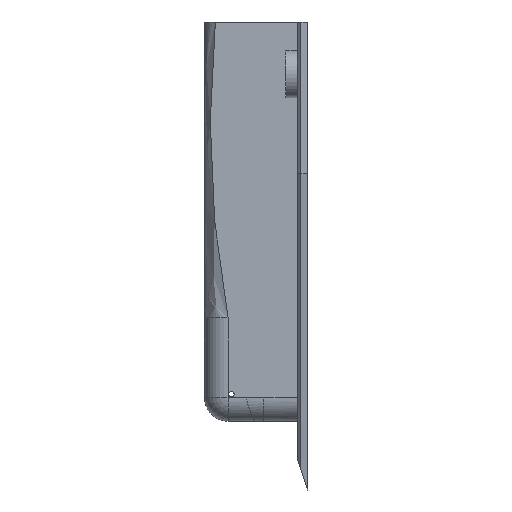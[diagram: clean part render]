
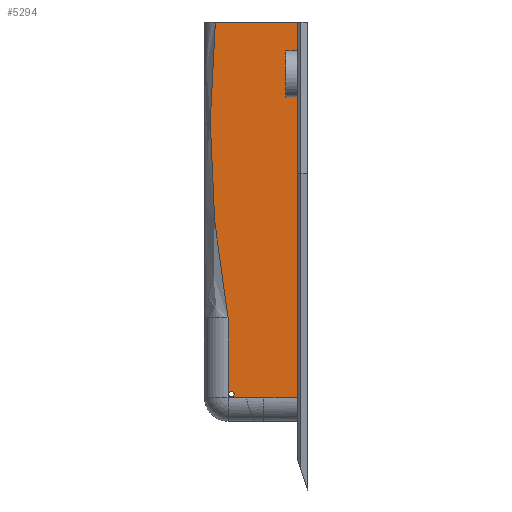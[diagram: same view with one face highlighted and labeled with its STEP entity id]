
A CAD part, left-side view. The second image highlights one B-rep face of the part: STEP entity #5294.
In plain terms, the highlighted planar face has unit normal (-1, 0, 0).
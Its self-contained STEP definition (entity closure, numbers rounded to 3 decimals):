
#25=FACE_BOUND('',#1712,.T.);
#72=B_SPLINE_CURVE_WITH_KNOTS('',3,(#7876,#7877,#7878,#7879,#7880,#7881,
#7882,#7883,#7884,#7885,#7886,#7887,#7888,#7889,#7890,#7891),
 .UNSPECIFIED.,.F.,.F.,(4,3,3,3,3,4),(-23.894,-21.353,
-18.813,-13.732,-11.191,-6.185),
 .UNSPECIFIED.);
#153=LINE('',#7794,#738);
#162=LINE('',#7825,#747);
#188=LINE('',#7893,#773);
#189=LINE('',#7895,#774);
#190=LINE('',#7897,#775);
#191=LINE('',#7899,#776);
#192=LINE('',#7900,#777);
#738=VECTOR('',#6194,10.);
#747=VECTOR('',#6209,10.);
#773=VECTOR('',#6243,10.);
#774=VECTOR('',#6244,10.);
#775=VECTOR('',#6245,10.);
#776=VECTOR('',#6246,10.);
#777=VECTOR('',#6247,10.);
#1396=FACE_OUTER_BOUND('',#1711,.T.);
#1711=EDGE_LOOP('',(#3624,#3625,#3626,#3627,#3628,#3629,#3630,#3631));
#1712=EDGE_LOOP('',(#3632));
#2064=CIRCLE('',#5650,1.6);
#2258=VERTEX_POINT('',#7784);
#2259=VERTEX_POINT('',#7793);
#2270=VERTEX_POINT('',#7824);
#2291=VERTEX_POINT('',#7875);
#2292=VERTEX_POINT('',#7892);
#2293=VERTEX_POINT('',#7894);
#2294=VERTEX_POINT('',#7896);
#2295=VERTEX_POINT('',#7898);
#2296=VERTEX_POINT('',#7901);
#2777=EDGE_CURVE('',#2259,#2258,#153,.T.);
#2789=EDGE_CURVE('',#2270,#2259,#162,.T.);
#2815=EDGE_CURVE('',#2291,#2258,#72,.T.);
#2816=EDGE_CURVE('',#2291,#2292,#188,.T.);
#2817=EDGE_CURVE('',#2292,#2293,#189,.T.);
#2818=EDGE_CURVE('',#2294,#2293,#190,.T.);
#2819=EDGE_CURVE('',#2294,#2295,#191,.T.);
#2820=EDGE_CURVE('',#2270,#2295,#192,.T.);
#2821=EDGE_CURVE('',#2296,#2296,#2064,.T.);
#3624=ORIENTED_EDGE('',*,*,#2789,.T.);
#3625=ORIENTED_EDGE('',*,*,#2777,.T.);
#3626=ORIENTED_EDGE('',*,*,#2815,.F.);
#3627=ORIENTED_EDGE('',*,*,#2816,.T.);
#3628=ORIENTED_EDGE('',*,*,#2817,.T.);
#3629=ORIENTED_EDGE('',*,*,#2818,.F.);
#3630=ORIENTED_EDGE('',*,*,#2819,.T.);
#3631=ORIENTED_EDGE('',*,*,#2820,.F.);
#3632=ORIENTED_EDGE('',*,*,#2821,.T.);
#5074=PLANE('',#5649);
#5294=ADVANCED_FACE('',(#1396,#25),#5074,.F.);
#5649=AXIS2_PLACEMENT_3D('',#7874,#6241,#6242);
#5650=AXIS2_PLACEMENT_3D('',#7902,#6248,#6249);
#6194=DIRECTION('',(0.,0.,1.));
#6209=DIRECTION('',(0.,1.,0.));
#6241=DIRECTION('center_axis',(1.,0.,0.));
#6242=DIRECTION('ref_axis',(0.,0.,-1.));
#6243=DIRECTION('',(0.,0.,-1.));
#6244=DIRECTION('',(0.,-1.,0.));
#6245=DIRECTION('',(0.,1.,0.));
#6246=DIRECTION('',(0.,-1.,0.));
#6247=DIRECTION('',(0.,0.,-1.));
#6248=DIRECTION('center_axis',(1.,0.,0.));
#6249=DIRECTION('ref_axis',(0.,0.,1.));
#7784=CARTESIAN_POINT('',(-90.,118.535,-114.285));
#7793=CARTESIAN_POINT('',(-90.,118.535,-114.485));
#7794=CARTESIAN_POINT('',(-90.,118.535,-114.285));
#7824=CARTESIAN_POINT('',(-90.,69.745,-114.485));
#7825=CARTESIAN_POINT('',(-90.,104.38,-114.485));
#7874=CARTESIAN_POINT('Origin',(-90.,110.,-51.415));
#7875=CARTESIAN_POINT('',(-90.,111.,-289.978));
#7876=CARTESIAN_POINT('Ctrl Pts',(-90.,111.,-289.978));
#7877=CARTESIAN_POINT('Ctrl Pts',(-90.,112.502,-281.882));
#7878=CARTESIAN_POINT('Ctrl Pts',(-90.,113.854,-273.704));
#7879=CARTESIAN_POINT('Ctrl Pts',(-90.,115.049,-265.457));
#7880=CARTESIAN_POINT('Ctrl Pts',(-90.,116.243,-257.21));
#7881=CARTESIAN_POINT('Ctrl Pts',(-90.,117.28,-248.894));
#7882=CARTESIAN_POINT('Ctrl Pts',(-90.,118.152,-240.526));
#7883=CARTESIAN_POINT('Ctrl Pts',(-90.,119.895,-223.79));
#7884=CARTESIAN_POINT('Ctrl Pts',(-90.,120.977,-206.846));
#7885=CARTESIAN_POINT('Ctrl Pts',(-90.,121.366,-189.828));
#7886=CARTESIAN_POINT('Ctrl Pts',(-90.,121.56,-181.319));
#7887=CARTESIAN_POINT('Ctrl Pts',(-90.,121.581,-172.791));
#7888=CARTESIAN_POINT('Ctrl Pts',(-90.,121.429,-164.28));
#7889=CARTESIAN_POINT('Ctrl Pts',(-90.,121.128,-147.508));
#7890=CARTESIAN_POINT('Ctrl Pts',(-90.,120.154,-130.8));
#7891=CARTESIAN_POINT('Ctrl Pts',(-90.,118.535,-114.285));
#7892=CARTESIAN_POINT('',(-90.,111.,-337.415));
#7893=CARTESIAN_POINT('',(-90.,111.,-88.915));
#7894=CARTESIAN_POINT('',(-90.,100.283,-337.415));
#7895=CARTESIAN_POINT('',(-90.,110.,-337.415));
#7896=CARTESIAN_POINT('',(-90.,89.745,-337.415));
#7897=CARTESIAN_POINT('',(-90.,-25.255,-337.415));
#7898=CARTESIAN_POINT('',(-90.,69.745,-337.415));
#7899=CARTESIAN_POINT('',(-90.,89.745,-337.415));
#7900=CARTESIAN_POINT('',(-90.,69.745,-142.133));
#7901=CARTESIAN_POINT('',(-90.,109.,-337.015));
#7902=CARTESIAN_POINT('Origin',(-90.,109.,-335.415));
